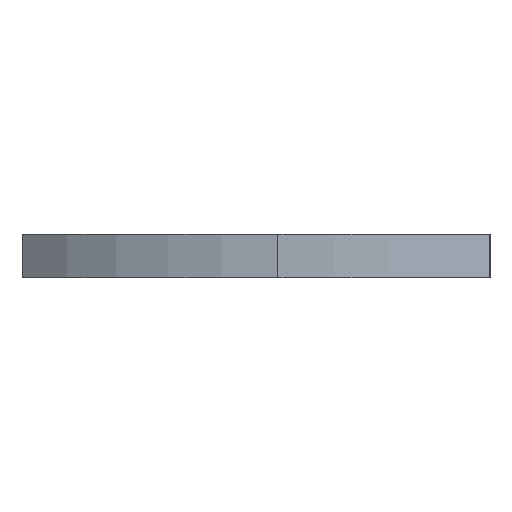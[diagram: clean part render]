
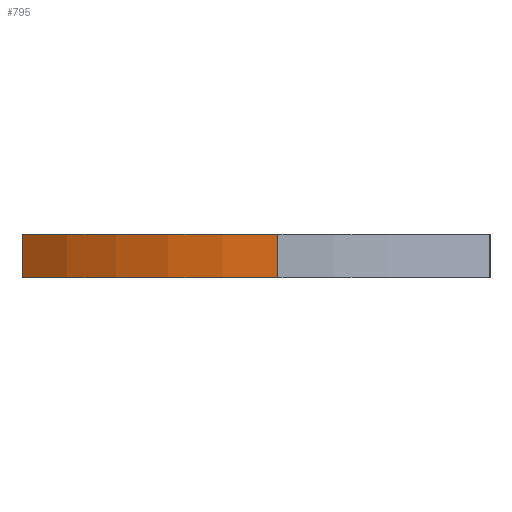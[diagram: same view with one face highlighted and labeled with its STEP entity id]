
A CAD part, left-side view. The second image highlights one B-rep face of the part: STEP entity #795.
In plain terms, the highlighted cylindrical face has radius 53.5 mm (diameter 107 mm), a partial arc.
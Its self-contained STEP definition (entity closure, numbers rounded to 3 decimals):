
#131 = ORIENTED_EDGE ( 'NONE', *, *, #497, .T. ) ;
#161 = VECTOR ( 'NONE', #880, 1000. ) ;
#225 = CARTESIAN_POINT ( 'NONE',  ( -53.5, 0., 3. ) ) ;
#257 = AXIS2_PLACEMENT_3D ( 'NONE', #1325, #1186, #395 ) ;
#382 = EDGE_LOOP ( 'NONE', ( #1190, #1838, #1709, #131 ) ) ;
#395 = DIRECTION ( 'NONE',  ( 1., 0., 0. ) ) ;
#484 = VECTOR ( 'NONE', #720, 1000. ) ;
#497 = EDGE_CURVE ( 'NONE', #751, #661, #1386, .T. ) ;
#592 = LINE ( 'NONE', #726, #161 ) ;
#661 = VERTEX_POINT ( 'NONE', #1630 ) ;
#671 = CIRCLE ( 'NONE', #257, 53.5 ) ;
#687 = DIRECTION ( 'NONE',  ( -1., 0., 0. ) ) ;
#720 = DIRECTION ( 'NONE',  ( 0., 0., -1. ) ) ;
#726 = CARTESIAN_POINT ( 'NONE',  ( -53.5, 0., 3. ) ) ;
#751 = VERTEX_POINT ( 'NONE', #1254 ) ;
#766 = CARTESIAN_POINT ( 'NONE',  ( -40.463, 35., 3. ) ) ;
#775 = AXIS2_PLACEMENT_3D ( 'NONE', #1449, #799, #1909 ) ;
#795 = ADVANCED_FACE ( 'NONE', ( #1255 ), #1627, .T. ) ;
#799 = DIRECTION ( 'NONE',  ( 0., 0., 1. ) ) ;
#858 = LINE ( 'NONE', #1621, #484 ) ;
#880 = DIRECTION ( 'NONE',  ( 0., 0., -1. ) ) ;
#892 = EDGE_CURVE ( 'NONE', #1950, #661, #592, .T. ) ;
#1186 = DIRECTION ( 'NONE',  ( 0., 0., 1. ) ) ;
#1190 = ORIENTED_EDGE ( 'NONE', *, *, #892, .F. ) ;
#1254 = CARTESIAN_POINT ( 'NONE',  ( -40.463, 35., -3. ) ) ;
#1255 = FACE_OUTER_BOUND ( 'NONE', #382, .T. ) ;
#1264 = EDGE_CURVE ( 'NONE', #2004, #751, #858, .T. ) ;
#1268 = AXIS2_PLACEMENT_3D ( 'NONE', #1931, #1471, #687 ) ;
#1325 = CARTESIAN_POINT ( 'NONE',  ( 0., 0., 3. ) ) ;
#1386 = CIRCLE ( 'NONE', #775, 53.5 ) ;
#1449 = CARTESIAN_POINT ( 'NONE',  ( 0., 0., -3. ) ) ;
#1471 = DIRECTION ( 'NONE',  ( 0., 0., -1. ) ) ;
#1621 = CARTESIAN_POINT ( 'NONE',  ( -40.463, 35., 3. ) ) ;
#1627 = CYLINDRICAL_SURFACE ( 'NONE', #1268, 53.5 ) ;
#1630 = CARTESIAN_POINT ( 'NONE',  ( -53.5, 0., -3. ) ) ;
#1709 = ORIENTED_EDGE ( 'NONE', *, *, #1264, .T. ) ;
#1838 = ORIENTED_EDGE ( 'NONE', *, *, #1885, .F. ) ;
#1885 = EDGE_CURVE ( 'NONE', #2004, #1950, #671, .T. ) ;
#1909 = DIRECTION ( 'NONE',  ( 1., 0., 0. ) ) ;
#1931 = CARTESIAN_POINT ( 'NONE',  ( 0., 0., 3. ) ) ;
#1950 = VERTEX_POINT ( 'NONE', #225 ) ;
#2004 = VERTEX_POINT ( 'NONE', #766 ) ;
